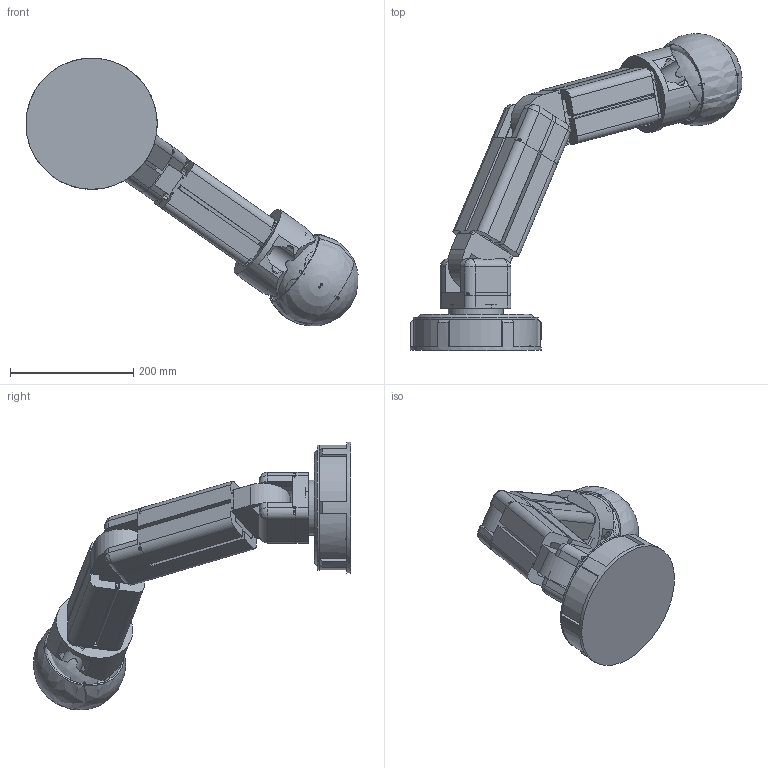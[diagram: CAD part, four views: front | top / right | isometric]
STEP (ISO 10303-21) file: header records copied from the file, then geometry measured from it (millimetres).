
FILE_DESCRIPTION(/* description */ (''),/* implementation_level */ '2;1');
FILE_NAME(/* name */ 'Full Assembly v44.step',/* time_stamp */ '2025-10-01T00:17:32-05:00',/* author */ (''),/* organization */ (''),/* preprocessor_version */ 'ST-DEVELOPER v20.1',/* originating_system */ 'Autodesk Translation Framework v14.17.0.0',/* authorisation */ '');
FILE_SCHEMA (('AUTOMOTIVE_DESIGN { 1 0 10303 214 3 1 1 }'));
Length unit declared in the file: millimetre
Products named in the file (8): Full Assembly; Base Cap; Base; Base Arm; Middle Arm; End Arm; Head; Head Stand
Assembly tree (7 placements, depth 2):
  Full Assembly
    Base Cap
    Base
    Base Arm
    Middle Arm
    End Arm
    Head
    Head Stand
Bounding box: 539.41 x 515.39 x 435.11 mm (x, y, z)
Volume: 3990843.3 mm3; surface area: 925031.8 mm2
Topology: 26 solids, 27 shells, 1377 faces, 3536 edges, 2330 vertices
Faces by surface type: plane 975, cylinder 374, cone 12, bspline 8, sphere 8
Full cylindrical faces by diameter (mm): 2.1 x30, 2.4 x2, 2.5 x4, 2.7 x68, 2.8 x39, 3.25 x2, 4 x12, 6 x1, 6.5 x1, 7 x2, 9.5 x3, 11.5 x1, 13.5 x3, 15.3 x3, 22.25 x1, 28.25 x1, 31 x6, 41 x9, 75 x5, 88 x1, 90 x2, 126.954 x4, 127.279 x1, 190.5 x2, 203.2 x1, 213.2 x1
Entity records: 44178 total; most frequent: CARTESIAN_POINT 8978, DIRECTION 7499, ORIENTED_EDGE 7058, EDGE_CURVE 3529, AXIS2_PLACEMENT_3D 2725, VERTEX_POINT 2327, LINE 2049, VECTOR 2049
